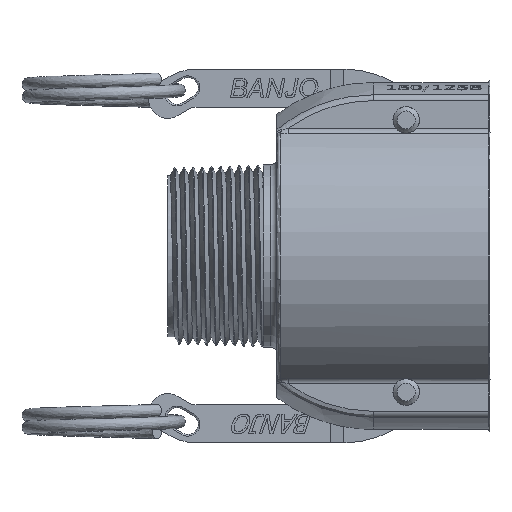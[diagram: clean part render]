
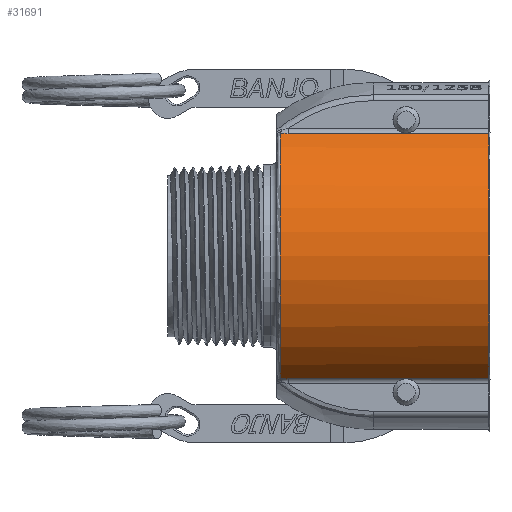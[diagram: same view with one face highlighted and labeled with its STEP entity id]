
A CAD part, front view. The second image highlights one B-rep face of the part: STEP entity #31691.
In plain terms, the highlighted cylindrical face has radius 34.544 mm (diameter 69.088 mm), a partial arc.
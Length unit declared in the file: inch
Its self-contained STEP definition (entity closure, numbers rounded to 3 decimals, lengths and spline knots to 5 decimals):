
#501=B_SPLINE_CURVE_WITH_KNOTS('',3,(#44300,#44301,#44302,#44303),
 .UNSPECIFIED.,.F.,.F.,(4,4),(-0.20143,0.),
 .UNSPECIFIED.);
#507=B_SPLINE_CURVE_WITH_KNOTS('',3,(#44471,#44472,#44473,#44474),
 .UNSPECIFIED.,.F.,.F.,(4,4),(-0.20143,0.),.UNSPECIFIED.);
#3165=LINE('',#44276,#5357);
#3166=LINE('',#44480,#5358);
#5357=VECTOR('',#36118,1.89242);
#5358=VECTOR('',#36129,1.89242);
#9581=FACE_OUTER_BOUND('',#11429,.T.);
#11429=EDGE_LOOP('',(#23025,#23026,#23027,#23028,#23029,#23030));
#13176=CIRCLE('',#33463,1.36);
#13211=CIRCLE('',#33522,1.36);
#14110=VERTEX_POINT('',#44121);
#14111=VERTEX_POINT('',#44128);
#14137=VERTEX_POINT('',#44274);
#14139=VERTEX_POINT('',#44298);
#14142=VERTEX_POINT('',#44443);
#14143=VERTEX_POINT('',#44469);
#17484=EDGE_CURVE('',#14110,#14111,#13176,.T.);
#17521=EDGE_CURVE('',#14137,#14110,#3165,.T.);
#17524=EDGE_CURVE('',#14139,#14137,#501,.T.);
#17533=EDGE_CURVE('',#14143,#14142,#507,.T.);
#17535=EDGE_CURVE('',#14111,#14143,#3166,.T.);
#17568=EDGE_CURVE('',#14142,#14139,#13211,.T.);
#23025=ORIENTED_EDGE('',*,*,#17524,.F.);
#23026=ORIENTED_EDGE('',*,*,#17568,.F.);
#23027=ORIENTED_EDGE('',*,*,#17533,.F.);
#23028=ORIENTED_EDGE('',*,*,#17535,.F.);
#23029=ORIENTED_EDGE('',*,*,#17484,.F.);
#23030=ORIENTED_EDGE('',*,*,#17521,.F.);
#31212=CYLINDRICAL_SURFACE('',#33541,1.36);
#31691=ADVANCED_FACE('',(#9581),#31212,.T.);
#33463=AXIS2_PLACEMENT_3D('',#44129,#36046,#36047);
#33522=AXIS2_PLACEMENT_3D('',#44812,#36176,#36177);
#33541=AXIS2_PLACEMENT_3D('',#44857,#36219,#36220);
#36046=DIRECTION('center_axis',(1.,0.,0.));
#36047=DIRECTION('ref_axis',(0.,-1.,0.));
#36118=DIRECTION('',(1.,0.,0.));
#36129=DIRECTION('',(-1.,0.,0.));
#36176=DIRECTION('center_axis',(-1.,0.,0.));
#36177=DIRECTION('ref_axis',(0.,-1.,0.));
#36219=DIRECTION('center_axis',(1.,0.,0.));
#36220=DIRECTION('ref_axis',(0.,1.,0.));
#44121=CARTESIAN_POINT('',(2.,-0.71831,1.15483));
#44128=CARTESIAN_POINT('',(2.,-0.71831,-1.15483));
#44129=CARTESIAN_POINT('Origin',(2.,0.,
0.));
#44274=CARTESIAN_POINT('',(0.10758,-0.71831,1.15483));
#44276=CARTESIAN_POINT('',(1.02,-0.71831,1.15483));
#44298=CARTESIAN_POINT('',(0.03,-0.70675,1.16194));
#44300=CARTESIAN_POINT('Ctrl Pts',(0.03,-0.70675,
1.16194));
#44301=CARTESIAN_POINT('Ctrl Pts',(0.05405,-0.71573,
1.15648));
#44302=CARTESIAN_POINT('Ctrl Pts',(0.08115,-0.71831,
1.15483));
#44303=CARTESIAN_POINT('Ctrl Pts',(0.10758,-0.71831,
1.15483));
#44443=CARTESIAN_POINT('',(0.03,-0.70675,-1.16194));
#44469=CARTESIAN_POINT('',(0.10758,-0.71831,-1.15483));
#44471=CARTESIAN_POINT('Ctrl Pts',(0.10758,-0.71831,
-1.15483));
#44472=CARTESIAN_POINT('Ctrl Pts',(0.08115,-0.71831,
-1.15483));
#44473=CARTESIAN_POINT('Ctrl Pts',(0.05405,-0.71573,
-1.15648));
#44474=CARTESIAN_POINT('Ctrl Pts',(0.03,-0.70675,
-1.16194));
#44480=CARTESIAN_POINT('',(1.02,-0.71831,-1.15483));
#44812=CARTESIAN_POINT('Origin',(0.03,0.,
0.));
#44857=CARTESIAN_POINT('Origin',(1.02,0.,
0.));
